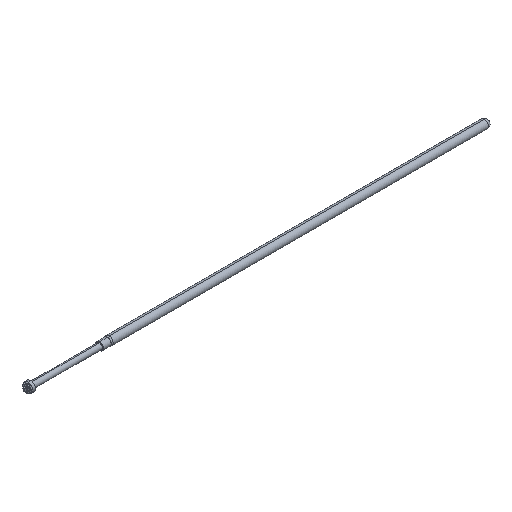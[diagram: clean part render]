
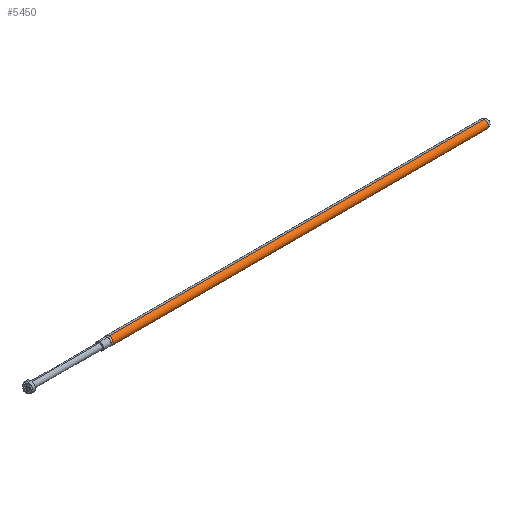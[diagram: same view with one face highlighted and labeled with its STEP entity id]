
A CAD part, isometric view. The second image highlights one B-rep face of the part: STEP entity #5450.
In plain terms, the highlighted cylindrical face has radius 0.391 mm (diameter 0.782 mm), a partial arc.
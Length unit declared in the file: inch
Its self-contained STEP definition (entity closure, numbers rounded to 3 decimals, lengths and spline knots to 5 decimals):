
#808 = VERTEX_POINT ( 'NONE', #5430 ) ;
#995 = AXIS2_PLACEMENT_3D ( 'NONE', #6891, #6873, #6842 ) ;
#1163 = EDGE_LOOP ( 'NONE', ( #4949, #5308, #6632, #4055 ) ) ;
#1660 = AXIS2_PLACEMENT_3D ( 'NONE', #1778, #1765, #1748 ) ;
#1748 = DIRECTION ( 'NONE',  ( 0., 0., 1. ) ) ;
#1765 = DIRECTION ( 'NONE',  ( -1., 0., 0. ) ) ;
#1778 = CARTESIAN_POINT ( 'NONE',  ( 1.68793, 0., 0. ) ) ;
#2184 = EDGE_CURVE ( 'NONE', #3357, #808, #2604, .T. ) ;
#2318 = LINE ( 'NONE', #2490, #4778 ) ;
#2490 = CARTESIAN_POINT ( 'NONE',  ( 0.272, 0., 0.0154 ) ) ;
#2496 = DIRECTION ( 'NONE',  ( -1., 0., 0. ) ) ;
#2604 = CIRCLE ( 'NONE', #1660, 0.0154 ) ;
#2932 = EDGE_CURVE ( 'NONE', #808, #3812, #2318, .T. ) ;
#3073 = CARTESIAN_POINT ( 'NONE',  ( 0.30706, 0., 0.0154 ) ) ;
#3357 = VERTEX_POINT ( 'NONE', #6395 ) ;
#3618 = EDGE_CURVE ( 'NONE', #3812, #5818, #5090, .T. ) ;
#3706 = FACE_OUTER_BOUND ( 'NONE', #1163, .T. ) ;
#3812 = VERTEX_POINT ( 'NONE', #3073 ) ;
#3836 = EDGE_CURVE ( 'NONE', #3357, #5818, #6664, .T. ) ;
#4008 = CARTESIAN_POINT ( 'NONE',  ( 0.30706, 0., -0.0154 ) ) ;
#4055 = ORIENTED_EDGE ( 'NONE', *, *, #3618, .T. ) ;
#4290 = AXIS2_PLACEMENT_3D ( 'NONE', #6669, #6573, #5507 ) ;
#4344 = DIRECTION ( 'NONE',  ( -1., 0., 0. ) ) ;
#4500 = VECTOR ( 'NONE', #4344, 39.37008 ) ;
#4778 = VECTOR ( 'NONE', #2496, 39.37008 ) ;
#4949 = ORIENTED_EDGE ( 'NONE', *, *, #3836, .F. ) ;
#5090 = CIRCLE ( 'NONE', #995, 0.0154 ) ;
#5300 = CARTESIAN_POINT ( 'NONE',  ( 0.272, 0., -0.0154 ) ) ;
#5308 = ORIENTED_EDGE ( 'NONE', *, *, #2184, .T. ) ;
#5430 = CARTESIAN_POINT ( 'NONE',  ( 1.68793, 0., 0.0154 ) ) ;
#5450 = ADVANCED_FACE ( 'NONE', ( #3706 ), #5715, .T. ) ;
#5507 = DIRECTION ( 'NONE',  ( 0., 0., 1. ) ) ;
#5715 = CYLINDRICAL_SURFACE ( 'NONE', #4290, 0.0154 ) ;
#5818 = VERTEX_POINT ( 'NONE', #4008 ) ;
#6395 = CARTESIAN_POINT ( 'NONE',  ( 1.68793, 0., -0.0154 ) ) ;
#6573 = DIRECTION ( 'NONE',  ( -1., 0., 0. ) ) ;
#6632 = ORIENTED_EDGE ( 'NONE', *, *, #2932, .T. ) ;
#6664 = LINE ( 'NONE', #5300, #4500 ) ;
#6669 = CARTESIAN_POINT ( 'NONE',  ( 0.272, 0., 0. ) ) ;
#6842 = DIRECTION ( 'NONE',  ( 0., 0., 1. ) ) ;
#6873 = DIRECTION ( 'NONE',  ( 1., 0., 0. ) ) ;
#6891 = CARTESIAN_POINT ( 'NONE',  ( 0.30706, 0., 0. ) ) ;
